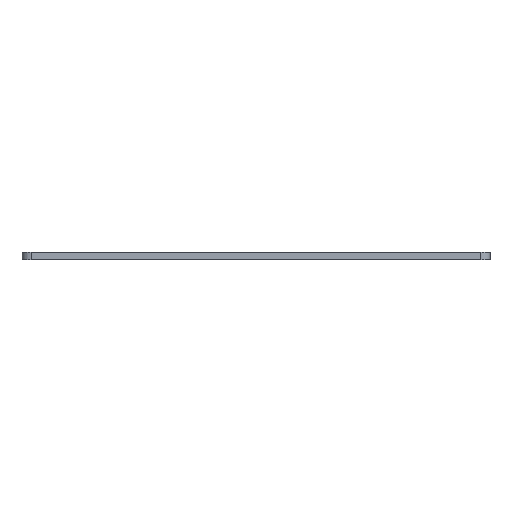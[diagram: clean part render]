
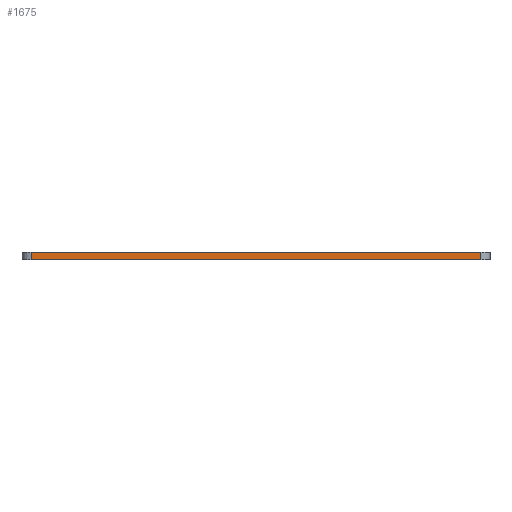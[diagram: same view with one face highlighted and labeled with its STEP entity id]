
A CAD part, front view. The second image highlights one B-rep face of the part: STEP entity #1675.
In plain terms, the highlighted planar face has unit normal (0, -1, 0).
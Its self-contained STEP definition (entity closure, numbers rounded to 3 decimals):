
#296=FACE_OUTER_BOUND($,#415,.T.);
#415=EDGE_LOOP($,(#1475,#1476,#1477,#1478));
#500=LINE($,#2547,#636);
#520=LINE($,#2637,#656);
#524=LINE($,#2650,#660);
#578=LINE($,#2809,#714);
#636=VECTOR($,#2067,2.657);
#656=VECTOR($,#2139,153.65);
#660=VECTOR($,#2153,2.657);
#714=VECTOR($,#2337,153.65);
#783=VERTEX_POINT($,#2540);
#786=VERTEX_POINT($,#2545);
#830=VERTEX_POINT($,#2635);
#834=VERTEX_POINT($,#2648);
#974=EDGE_CURVE($,#786,#783,#500,.T.);
#1019=EDGE_CURVE($,#786,#830,#520,.T.);
#1025=EDGE_CURVE($,#834,#830,#524,.T.);
#1102=EDGE_CURVE($,#834,#783,#578,.T.);
#1475=ORIENTED_EDGE($,*,*,#974,.F.);
#1476=ORIENTED_EDGE($,*,*,#1019,.T.);
#1477=ORIENTED_EDGE($,*,*,#1025,.F.);
#1478=ORIENTED_EDGE($,*,*,#1102,.T.);
#1593=PLANE($,#1852);
#1675=ADVANCED_FACE($,(#296),#1593,.T.);
#1852=AXIS2_PLACEMENT_3D($,#2808,#2335,#2336);
#2067=DIRECTION($,(0.,0.,1.));
#2139=DIRECTION($,(1.,0.,0.));
#2153=DIRECTION($,(0.,0.,-1.));
#2335=DIRECTION('center_axis',(0.,-1.,0.));
#2336=DIRECTION('ref_axis',(0.,0.,-1.));
#2337=DIRECTION($,(-1.,0.,0.));
#2540=CARTESIAN_POINT('',(14.113,8.204,2.657));
#2545=CARTESIAN_POINT('',(14.113,8.204,0.));
#2547=CARTESIAN_POINT($,(14.113,8.204,0.));
#2635=CARTESIAN_POINT('',(167.763,8.204,0.));
#2637=CARTESIAN_POINT($,(10.938,8.204,0.));
#2648=CARTESIAN_POINT('',(167.763,8.204,2.657));
#2650=CARTESIAN_POINT($,(167.763,8.204,0.));
#2808=CARTESIAN_POINT('Origin',(170.938,8.204,0.));
#2809=CARTESIAN_POINT($,(10.938,8.204,2.657));
